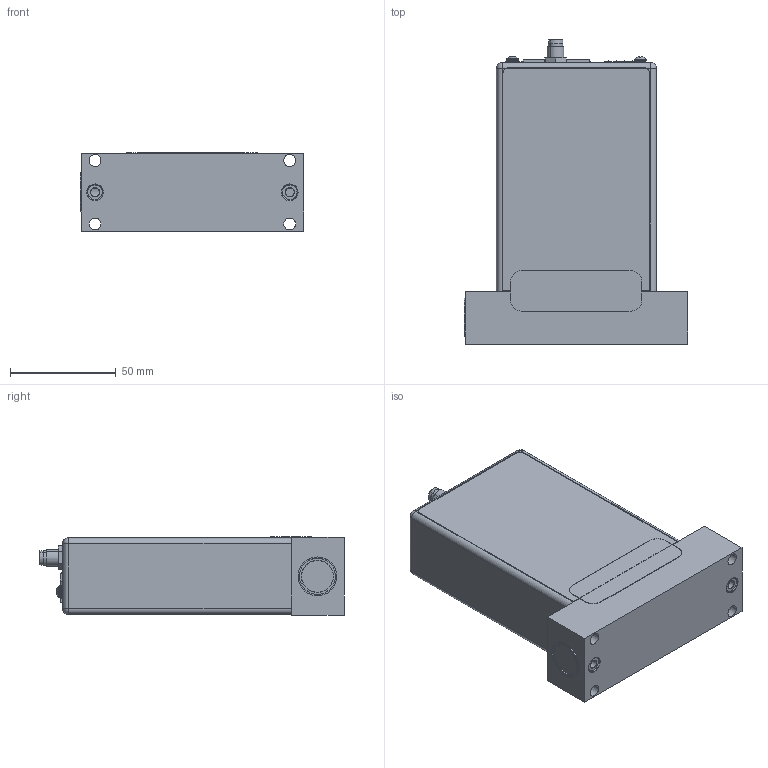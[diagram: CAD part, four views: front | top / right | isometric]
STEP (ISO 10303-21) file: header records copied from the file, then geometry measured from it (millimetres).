
FILE_DESCRIPTION((''),'2;1');
FILE_NAME('1040814_PROFINET_C-SEAL_ASM','2017-05-04T',('cockrofm'),(''),'PRO/ENGINEER BY PARAMETRIC TECHNOLOGY CORPORATION, 2016100','PRO/ENGINEER BY PARAMETRIC TECHNOLOGY CORPORATION, 2016100','');
FILE_SCHEMA(('CONFIG_CONTROL_DESIGN'));
Length unit declared in the file: inch
Products named in the file (24): 1043515_BRACKET; 1053736_PWB; 110-0187-3-PIN-HEADER; 1053479_RJ45_DOUBLE_CONN; 1007235_CONN_RJ45; TMM-108-03-G-S; 1042414_4-PIN_HEADER; 1043393_TACT_SWITCH; TMM-105-01-G-S-RA; 1055809_CONN_HEADER_2-PIN; 1053737-003_ASM; 160-3700; 1011702-002_4-40_PAN-HD-SEMS; 1042639-001_FRT; 122676; 1072648_ENCLOSURE_PROFINET; 1056729_LIGHT_PIPE; 1200905080; 1200905080_NUT; 1072649_LABEL_TOP_PROFINET; 1051360-002; 1031369_DISC; 1048494_REAR_LABEL; 1040814_PROFINET_C-SEAL_ASM
Assembly tree (32 placements, depth 3):
  1040814_PROFINET_C-SEAL_ASM
    1043515_BRACKET
    1053737-003_ASM
      1053736_PWB
      110-0187-3-PIN-HEADER  x2
      1053479_RJ45_DOUBLE_CONN
      1007235_CONN_RJ45
      TMM-108-03-G-S
      1042414_4-PIN_HEADER
      1043393_TACT_SWITCH
      TMM-105-01-G-S-RA
      1055809_CONN_HEADER_2-PIN
    160-3700  x2
    1011702-002_4-40_PAN-HD-SEMS  x5
    1042639-001_FRT
    122676
    1072648_ENCLOSURE_PROFINET
    1056729_LIGHT_PIPE  x4
    1200905080
    1200905080_NUT
    1072649_LABEL_TOP_PROFINET
    1051360-002
    1031369_DISC
    1048494_REAR_LABEL
Bounding box: 105.54 x 143.92 x 37.08 mm (x, y, z)
Volume: 130162.9 mm3; surface area: 132199.3 mm2
Topology: 31 solids, 31 shells, 1647 faces, 4077 edges, 2536 vertices
Faces by surface type: plane 1034, cylinder 325, bspline 140, torus 68, cone 50, sphere 30
Entity records: 39599 total; most frequent: CARTESIAN_POINT 7837, DIRECTION 6429, ORIENTED_EDGE 6422, EDGE_CURVE 3211, VECTOR 2439, LINE 2439, VERTEX_POINT 2063, AXIS2_PLACEMENT_3D 1995
